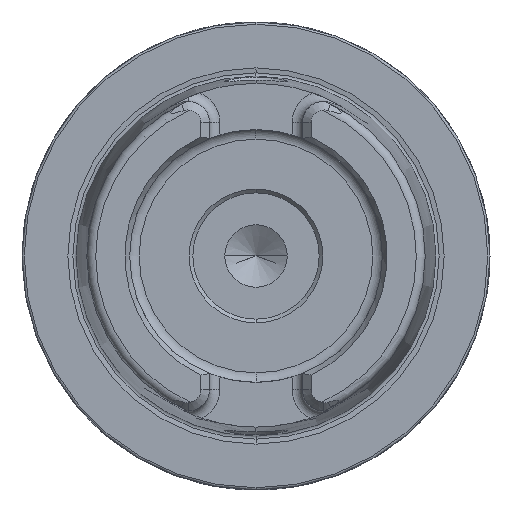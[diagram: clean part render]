
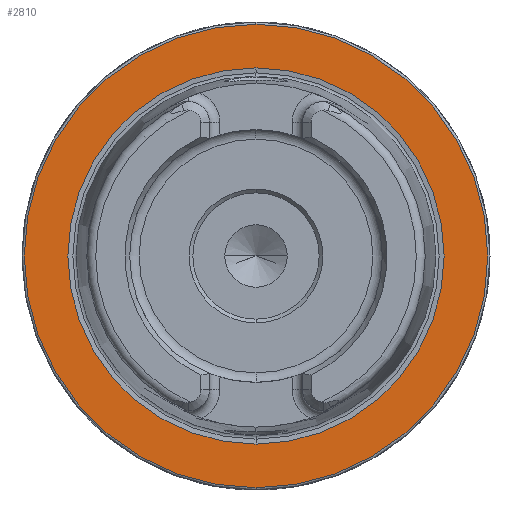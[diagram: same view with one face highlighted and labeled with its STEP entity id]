
A CAD part, left-side view. The second image highlights one B-rep face of the part: STEP entity #2810.
In plain terms, the highlighted planar face has unit normal (-1, 0, 0).
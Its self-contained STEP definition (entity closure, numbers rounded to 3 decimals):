
#52 = AXIS2_PLACEMENT_3D ( 'NONE', #8365, #8370, #8371 ) ;
#1842 = AXIS2_PLACEMENT_3D ( 'NONE', #10712, #10713, #10714 ) ;
#1845 = AXIS2_PLACEMENT_3D ( 'NONE', #10721, #10722, #10723 ) ;
#2810 = ADVANCED_FACE ( 'NONE', ( #8055, #8045 ), #8368, .F. ) ;
#4285 = CARTESIAN_POINT ( 'NONE',  ( 0., 0., 0. ) ) ;
#4286 = DIRECTION ( 'NONE',  ( -1., 0., 0. ) ) ;
#4287 = DIRECTION ( 'NONE',  ( 0., 0., 1. ) ) ;
#4288 = CARTESIAN_POINT ( 'NONE',  ( 0., 0., 0. ) ) ;
#4289 = DIRECTION ( 'NONE',  ( -1., 0., 0. ) ) ;
#4290 = DIRECTION ( 'NONE',  ( 0., 0., 1. ) ) ;
#4868 = EDGE_LOOP ( 'NONE', ( #12409, #12410 ) ) ;
#4869 = EDGE_LOOP ( 'NONE', ( #12407, #12408 ) ) ;
#5886 = EDGE_CURVE ( 'NONE', #6490, #6489, #11904, .T. ) ;
#5887 = EDGE_CURVE ( 'NONE', #6487, #6482, #11905, .T. ) ;
#6482 = VERTEX_POINT ( 'NONE', #8958 ) ;
#6487 = VERTEX_POINT ( 'NONE', #8963 ) ;
#6489 = VERTEX_POINT ( 'NONE', #8965 ) ;
#6490 = VERTEX_POINT ( 'NONE', #8966 ) ;
#8045 = FACE_OUTER_BOUND ( 'NONE', #4868, .T. ) ;
#8055 = FACE_BOUND ( 'NONE', #4869, .T. ) ;
#8365 = CARTESIAN_POINT ( 'NONE',  ( 0., 31.2, 0. ) ) ;
#8368 = PLANE ( 'NONE',  #52 ) ;
#8370 = DIRECTION ( 'NONE',  ( 1., 0., 0. ) ) ;
#8371 = DIRECTION ( 'NONE',  ( 0., 0., -1. ) ) ;
#8958 = CARTESIAN_POINT ( 'NONE',  ( 0., 0., -25.324 ) ) ;
#8963 = CARTESIAN_POINT ( 'NONE',  ( 0., 0., 25.324 ) ) ;
#8965 = CARTESIAN_POINT ( 'NONE',  ( 0., 0., 31.2 ) ) ;
#8966 = CARTESIAN_POINT ( 'NONE',  ( 0., 0., -31.2 ) ) ;
#10712 = CARTESIAN_POINT ( 'NONE',  ( 0., 0., 0. ) ) ;
#10713 = DIRECTION ( 'NONE',  ( -1., 0., 0. ) ) ;
#10714 = DIRECTION ( 'NONE',  ( 0., 0., 1. ) ) ;
#10721 = CARTESIAN_POINT ( 'NONE',  ( 0., 0., 0. ) ) ;
#10722 = DIRECTION ( 'NONE',  ( -1., 0., 0. ) ) ;
#10723 = DIRECTION ( 'NONE',  ( 0., 0., 1. ) ) ;
#11089 = CIRCLE ( 'NONE', #1842, 25.324 ) ;
#11098 = CIRCLE ( 'NONE', #1845, 31.2 ) ;
#11904 = CIRCLE ( 'NONE', #12742, 31.2 ) ;
#11905 = CIRCLE ( 'NONE', #12743, 25.324 ) ;
#12407 = ORIENTED_EDGE ( 'NONE', *, *, #5887, .F. ) ;
#12408 = ORIENTED_EDGE ( 'NONE', *, *, #13572, .F. ) ;
#12409 = ORIENTED_EDGE ( 'NONE', *, *, #13576, .T. ) ;
#12410 = ORIENTED_EDGE ( 'NONE', *, *, #5886, .T. ) ;
#12742 = AXIS2_PLACEMENT_3D ( 'NONE', #4285, #4286, #4287 ) ;
#12743 = AXIS2_PLACEMENT_3D ( 'NONE', #4288, #4289, #4290 ) ;
#13572 = EDGE_CURVE ( 'NONE', #6482, #6487, #11089, .T. ) ;
#13576 = EDGE_CURVE ( 'NONE', #6489, #6490, #11098, .T. ) ;
